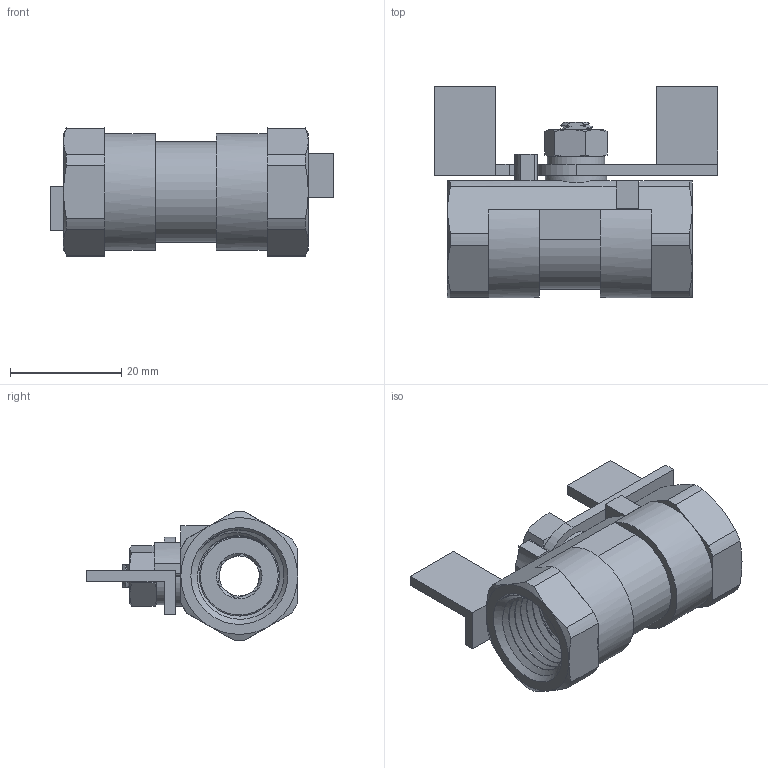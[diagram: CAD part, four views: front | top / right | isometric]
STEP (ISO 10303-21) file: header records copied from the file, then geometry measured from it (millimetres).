
FILE_DESCRIPTION(/* description */ ('Unknown'),/* implementation_level */ '2;1');
FILE_NAME(/* name */ 'V-1K DN10 BW handle',/* time_stamp */ '2020-10-06T08:42:01+08:00',/* author */ ('Unknown'),/* organization */ ('Unknown'),/* preprocessor_version */ 'ST-DEVELOPER v16.7',/* originating_system */ 'DEX',/* authorisation */ $);
FILE_SCHEMA (('AUTOMOTIVE_DESIGN {1 0 10303 214 3 1 1}'));
Length unit declared in the file: millimetre
Products named in the file (1): V-1K DN10 BW handle
Bounding box: 51 x 38 x 23.09 mm (x, y, z)
Volume: 12231.9 mm3; surface area: 9471.6 mm2
Topology: 1 solids, 3 shells, 265 faces, 801 edges, 543 vertices
Faces by surface type: plane 123, cylinder 51, cone 46, bspline 45
Full cylindrical faces by diameter (mm): 6 x1, 6.1 x1, 7.2 x1, 11 x1, 14 x1
Entity records: 18244 total; most frequent: CARTESIAN_POINT 11831, ORIENTED_EDGE 1572, DIRECTION 1063, EDGE_CURVE 786, VERTEX_POINT 538, AXIS2_PLACEMENT_3D 395, EDGE_LOOP 286, FACE_BOUND 286
